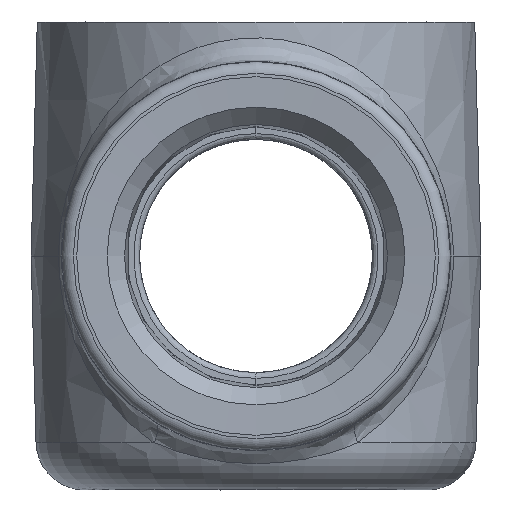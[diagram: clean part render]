
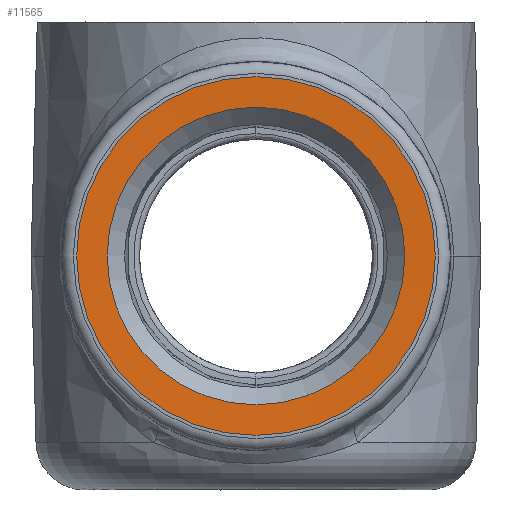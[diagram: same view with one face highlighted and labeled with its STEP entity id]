
A CAD part, left-side view. The second image highlights one B-rep face of the part: STEP entity #11565.
In plain terms, the highlighted conical face has half-angle 88.006 degrees and reference radius 42.862 mm.
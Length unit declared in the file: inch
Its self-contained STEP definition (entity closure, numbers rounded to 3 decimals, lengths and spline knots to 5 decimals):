
#1904=FACE_OUTER_BOUND('',#2624,.T.);
#2624=EDGE_LOOP('',(#10772,#10773,#10774,#10775,#10776,#10777));
#3478=LINE('',#30018,#4318);
#4318=VECTOR('',#14884,1.6875);
#4515=CIRCLE('',#12015,1.844);
#4516=CIRCLE('',#12016,1.844);
#4606=CIRCLE('',#12411,1.531);
#4607=CIRCLE('',#12412,1.531);
#5090=VERTEX_POINT('',#19824);
#5091=VERTEX_POINT('',#19826);
#5699=VERTEX_POINT('',#30017);
#5700=VERTEX_POINT('',#30019);
#6385=EDGE_CURVE('',#5091,#5090,#4515,.T.);
#6386=EDGE_CURVE('',#5090,#5091,#4516,.T.);
#7405=EDGE_CURVE('',#5090,#5699,#3478,.T.);
#7406=EDGE_CURVE('',#5700,#5699,#4606,.T.);
#7407=EDGE_CURVE('',#5699,#5700,#4607,.T.);
#10772=ORIENTED_EDGE('',*,*,#6385,.T.);
#10773=ORIENTED_EDGE('',*,*,#7405,.T.);
#10774=ORIENTED_EDGE('',*,*,#7406,.F.);
#10775=ORIENTED_EDGE('',*,*,#7407,.F.);
#10776=ORIENTED_EDGE('',*,*,#7405,.F.);
#10777=ORIENTED_EDGE('',*,*,#6386,.T.);
#10910=CONICAL_SURFACE('',#12410,1.6875,1.536);
#11565=ADVANCED_FACE('',(#1904),#10910,.F.);
#12015=AXIS2_PLACEMENT_3D('',#19827,#13477,#13478);
#12016=AXIS2_PLACEMENT_3D('',#19828,#13479,#13480);
#12410=AXIS2_PLACEMENT_3D('',#30016,#14882,#14883);
#12411=AXIS2_PLACEMENT_3D('',#30020,#14885,#14886);
#12412=AXIS2_PLACEMENT_3D('',#30021,#14887,#14888);
#13477=DIRECTION('center_axis',(-1.,0.,0.));
#13478=DIRECTION('ref_axis',(0.,0.,-1.));
#13479=DIRECTION('center_axis',(-1.,0.,0.));
#13480=DIRECTION('ref_axis',(0.,0.,-1.));
#14882=DIRECTION('center_axis',(-1.,0.,0.));
#14883=DIRECTION('ref_axis',(0.,0.,-1.));
#14884=DIRECTION('',(0.035,0.,-0.999));
#14885=DIRECTION('center_axis',(-1.,0.,0.));
#14886=DIRECTION('ref_axis',(0.,0.,1.));
#14887=DIRECTION('center_axis',(-1.,0.,0.));
#14888=DIRECTION('ref_axis',(0.,0.,1.));
#19824=CARTESIAN_POINT('',(-13.75,0.,1.844));
#19826=CARTESIAN_POINT('',(-13.75,0.,-1.844));
#19827=CARTESIAN_POINT('Origin',(-13.75,0.,0.));
#19828=CARTESIAN_POINT('Origin',(-13.75,0.,0.));
#30016=CARTESIAN_POINT('Origin',(-13.74455,0.,0.));
#30017=CARTESIAN_POINT('',(-13.7391,0.,1.531));
#30018=CARTESIAN_POINT('',(-13.74455,0.,1.6875));
#30019=CARTESIAN_POINT('',(-13.7391,0.,-1.531));
#30020=CARTESIAN_POINT('Origin',(-13.7391,0.,0.));
#30021=CARTESIAN_POINT('Origin',(-13.7391,0.,0.));
